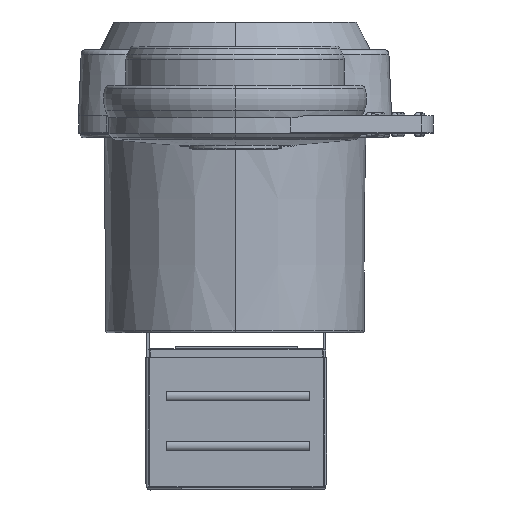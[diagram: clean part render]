
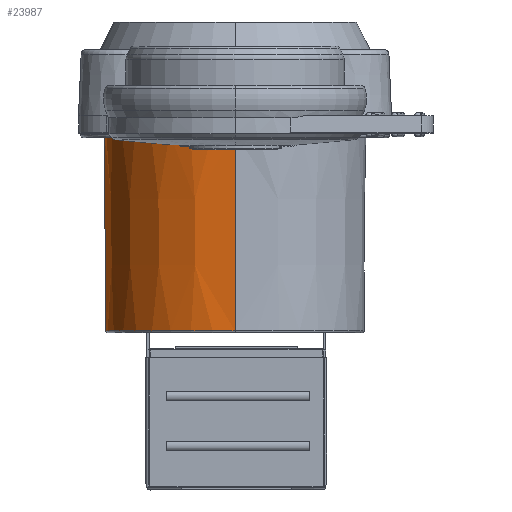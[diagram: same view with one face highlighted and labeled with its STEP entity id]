
A CAD part, front view. The second image highlights one B-rep face of the part: STEP entity #23987.
In plain terms, the highlighted conical face has half-angle 0.5 degrees and reference radius 11.795 mm.
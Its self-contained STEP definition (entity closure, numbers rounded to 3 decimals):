
#7114=CARTESIAN_POINT('',(0.,0.,-7.1));
#7115=DIRECTION('',(0.,0.,1.));
#7116=DIRECTION('',(-1.,0.,0.));
#7117=AXIS2_PLACEMENT_3D('',#7114,#7115,#7116);
#7660=DIRECTION('',(0.,0.009,-1.));
#7661=VECTOR('',#7660,17.902);
#7662=CARTESIAN_POINT('',(0.,-11.873,
-7.1));
#7663=LINE('',#7662,#7661);
#7664=DIRECTION('',(-0.009,0.,1.));
#7665=VECTOR('',#7664,17.902);
#7666=CARTESIAN_POINT('',(-11.717,0.,
-25.002));
#7667=LINE('',#7666,#7665);
#7678=CARTESIAN_POINT('',(0.,0.,
-25.002));
#7679=DIRECTION('',(0.,0.,1.));
#7680=DIRECTION('',(-1.,0.,0.));
#7681=AXIS2_PLACEMENT_3D('',#7678,#7679,#7680);
#13524=CARTESIAN_POINT('',(-11.717,0.,
-25.002));
#13525=CARTESIAN_POINT('',(0.,-11.717,
-25.002));
#13526=VERTEX_POINT('',#13524);
#13527=VERTEX_POINT('',#13525);
#13532=CARTESIAN_POINT('',(-11.873,0.,-7.1));
#13533=CARTESIAN_POINT('',(0.,-11.873,
-7.1));
#13534=VERTEX_POINT('',#13532);
#13535=VERTEX_POINT('',#13533);
#23973=CARTESIAN_POINT('',(0.,0.,
-16.051));
#23974=DIRECTION('',(0.,0.,1.));
#23975=DIRECTION('',(1.,0.,0.));
#23976=AXIS2_PLACEMENT_3D('',#23973,#23974,#23975);
#23977=CONICAL_SURFACE('',#23976,11.795,0.5);
#23978=ORIENTED_EDGE('',*,*,#23190,.T.);
#23980=ORIENTED_EDGE('',*,*,#23979,.T.);
#23982=ORIENTED_EDGE('',*,*,#23981,.F.);
#23984=ORIENTED_EDGE('',*,*,#23983,.T.);
#23985=EDGE_LOOP('',(#23978,#23980,#23982,#23984));
#23986=FACE_OUTER_BOUND('',#23985,.F.);
#23987=ADVANCED_FACE('',(#23986),#23977,.T.);
#7118=CIRCLE('',#7117,11.873);
#7682=CIRCLE('',#7681,11.717);
#23190=EDGE_CURVE('',#13534,#13535,#7118,.T.);
#23979=EDGE_CURVE('',#13535,#13527,#7663,.T.);
#23981=EDGE_CURVE('',#13526,#13527,#7682,.T.);
#23983=EDGE_CURVE('',#13526,#13534,#7667,.T.);
